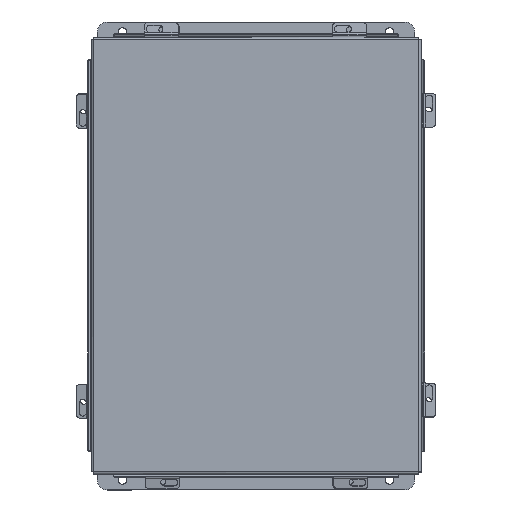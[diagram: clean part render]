
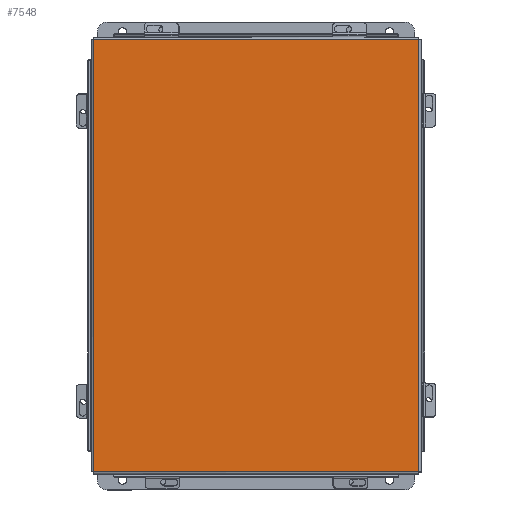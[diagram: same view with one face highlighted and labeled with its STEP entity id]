
A CAD part, top view. The second image highlights one B-rep face of the part: STEP entity #7548.
In plain terms, the highlighted face is planar.
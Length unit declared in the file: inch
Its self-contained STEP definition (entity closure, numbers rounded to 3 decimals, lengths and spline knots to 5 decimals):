
#322 = FACE_OUTER_BOUND ( 'NONE', #1993, .T. ) ;
#767 = CARTESIAN_POINT ( 'NONE',  ( 0., 0., -0.0747 ) ) ;
#1151 = ORIENTED_EDGE ( 'NONE', *, *, #5294, .T. ) ;
#1329 = DIRECTION ( 'NONE',  ( 0., -1., 0. ) ) ;
#1500 = DIRECTION ( 'NONE',  ( 0., 0., -1. ) ) ;
#1629 = EDGE_CURVE ( 'NONE', #1706, #8533, #6960, .T. ) ;
#1706 = VERTEX_POINT ( 'NONE', #7844 ) ;
#1993 = EDGE_LOOP ( 'NONE', ( #1151, #7216, #9056, #3210 ) ) ;
#2674 = CARTESIAN_POINT ( 'NONE',  ( 6.06855, 8.06855, -0.0747 ) ) ;
#2931 = AXIS2_PLACEMENT_3D ( 'NONE', #767, #1500, #6809 ) ;
#3196 = DIRECTION ( 'NONE',  ( -1., 0., 0. ) ) ;
#3210 = ORIENTED_EDGE ( 'NONE', *, *, #1629, .T. ) ;
#3673 = EDGE_CURVE ( 'NONE', #6103, #1706, #4201, .T. ) ;
#3825 = VECTOR ( 'NONE', #3196, 39.37008 ) ;
#3926 = LINE ( 'NONE', #7392, #9828 ) ;
#3994 = CARTESIAN_POINT ( 'NONE',  ( 6.07448, -8.06855, -0.0747 ) ) ;
#4199 = CARTESIAN_POINT ( 'NONE',  ( -6.07448, 8.06855, -0.0747 ) ) ;
#4201 = LINE ( 'NONE', #3994, #3825 ) ;
#4510 = PLANE ( 'NONE',  #2931 ) ;
#5294 = EDGE_CURVE ( 'NONE', #8533, #6709, #6563, .T. ) ;
#5339 = CARTESIAN_POINT ( 'NONE',  ( -6.06855, 8.06855, -0.0747 ) ) ;
#6008 = CARTESIAN_POINT ( 'NONE',  ( 6.06855, -8.06855, -0.0747 ) ) ;
#6103 = VERTEX_POINT ( 'NONE', #6008 ) ;
#6492 = CARTESIAN_POINT ( 'NONE',  ( -6.06855, -8.07448, -0.0747 ) ) ;
#6563 = LINE ( 'NONE', #4199, #6689 ) ;
#6689 = VECTOR ( 'NONE', #8699, 39.37008 ) ;
#6709 = VERTEX_POINT ( 'NONE', #2674 ) ;
#6809 = DIRECTION ( 'NONE',  ( -1., 0., 0. ) ) ;
#6960 = LINE ( 'NONE', #6492, #7949 ) ;
#7216 = ORIENTED_EDGE ( 'NONE', *, *, #9436, .T. ) ;
#7392 = CARTESIAN_POINT ( 'NONE',  ( 6.06855, 8.07448, -0.0747 ) ) ;
#7548 = ADVANCED_FACE ( 'NONE', ( #322 ), #4510, .T. ) ;
#7844 = CARTESIAN_POINT ( 'NONE',  ( -6.06855, -8.06855, -0.0747 ) ) ;
#7949 = VECTOR ( 'NONE', #8007, 39.37008 ) ;
#8007 = DIRECTION ( 'NONE',  ( 0., 1., 0. ) ) ;
#8533 = VERTEX_POINT ( 'NONE', #5339 ) ;
#8699 = DIRECTION ( 'NONE',  ( 1., 0., 0. ) ) ;
#9056 = ORIENTED_EDGE ( 'NONE', *, *, #3673, .T. ) ;
#9436 = EDGE_CURVE ( 'NONE', #6709, #6103, #3926, .T. ) ;
#9828 = VECTOR ( 'NONE', #1329, 39.37008 ) ;
